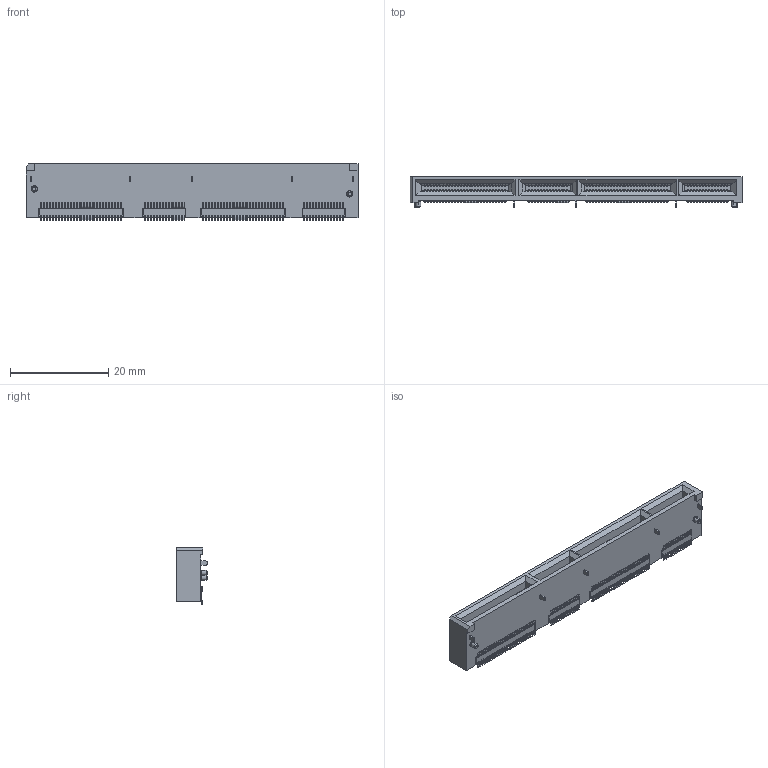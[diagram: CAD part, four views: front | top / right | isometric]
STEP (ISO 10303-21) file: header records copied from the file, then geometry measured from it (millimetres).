
FILE_DESCRIPTION((''),'2;1');
FILE_NAME('C-2336568-1','2019-03-28T07:04:14',('workeradm'),('TE Connectivity Ltd.'),'CREO PARAMETRIC BY PTC INC, 2018190','CREO PARAMETRIC BY PTC INC, 2018190','');
FILE_SCHEMA(('AUTOMOTIVE_DESIGN { 1 0 10303 214 1 1 1 1 }'));
Products named in the file (1): C-2336568-1
Bounding box: 67.52 x 6.25 x 11.56 mm (x, y, z)
Volume: 2773.3 mm3; surface area: 3811.6 mm2
Topology: 1 solids, 1 shells, 4156 faces, 11957 edges, 7982 vertices
Faces by surface type: plane 2766, cylinder 1382, torus 4, cone 4
Entity records: 136518 total; most frequent: CARTESIAN_POINT 26557, ORIENTED_EDGE 23914, DIRECTION 21797, EDGE_CURVE 11957, VECTOR 8845, LINE 8845, VERTEX_POINT 7982, AXIS2_PLACEMENT_3D 6476
